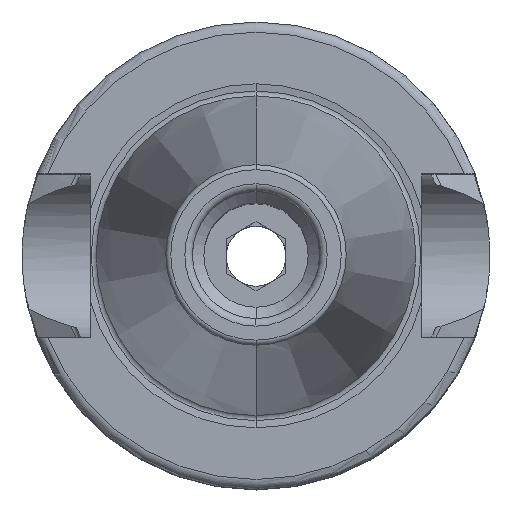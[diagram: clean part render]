
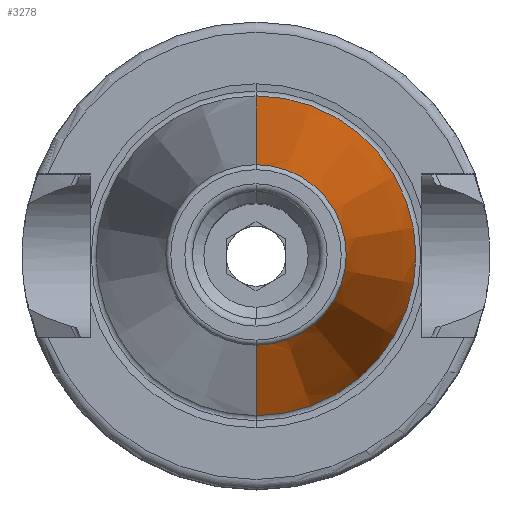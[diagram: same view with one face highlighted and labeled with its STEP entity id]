
A CAD part, top view. The second image highlights one B-rep face of the part: STEP entity #3278.
In plain terms, the highlighted conical face has half-angle 8.297 degrees and reference radius 12.304 mm.
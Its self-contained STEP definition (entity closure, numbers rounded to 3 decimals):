
#1226=CARTESIAN_POINT('',(0,0,69.972));
#1227=DIRECTION('',(0,0,1));
#1228=DIRECTION('',(0,-1,0));
#1229=AXIS2_PLACEMENT_3D('',#1226,#1227,#1228);
#1231=CARTESIAN_POINT('',(0,0,23));
#1232=DIRECTION('',(0,0,-1));
#1233=DIRECTION('',(0,1,0));
#1234=AXIS2_PLACEMENT_3D('',#1231,#1232,#1233);
#1375=DIRECTION('',(0.,0.144,0.99));
#1376=VECTOR('',#1375,47.469);
#1377=CARTESIAN_POINT('',(0,-15.729,23));
#1378=LINE('',#1377,#1376);
#1384=DIRECTION('',(0.,-0.144,0.99));
#1385=VECTOR('',#1384,47.469);
#1386=CARTESIAN_POINT('',(0,15.729,23));
#1387=LINE('',#1386,#1385);
#1502=CARTESIAN_POINT('',(0,15.729,23));
#1504=VERTEX_POINT('',#1502);
#1518=CARTESIAN_POINT('',(0,-15.729,23));
#1520=VERTEX_POINT('',#1518);
#1545=CARTESIAN_POINT('',(0,8.879,69.972));
#1546=CARTESIAN_POINT('',(0,-8.879,69.972));
#1547=VERTEX_POINT('',#1545);
#1548=VERTEX_POINT('',#1546);
#3264=CARTESIAN_POINT('',(0,0,46.486));
#3265=DIRECTION('',(0,0,-1));
#3266=DIRECTION('',(0,-1,0));
#3267=AXIS2_PLACEMENT_3D('',#3264,#3265,#3266);
#3268=CONICAL_SURFACE('',#3267,12.304,8.297);
#3270=ORIENTED_EDGE('',*,*,#3269,.T.);
#3272=ORIENTED_EDGE('',*,*,#3271,.F.);
#3273=ORIENTED_EDGE('',*,*,#3259,.T.);
#3275=ORIENTED_EDGE('',*,*,#3274,.T.);
#3276=EDGE_LOOP('',(#3270,#3272,#3273,#3275));
#3277=FACE_OUTER_BOUND('',#3276,.F.);
#3278=ADVANCED_FACE('',(#3277),#3268,.T.);
#1230=CIRCLE('',#1229,8.879);
#1235=CIRCLE('',#1234,15.729);
#3259=EDGE_CURVE('',#1504,#1520,#1235,.T.);
#3269=EDGE_CURVE('',#1548,#1547,#1230,.T.);
#3271=EDGE_CURVE('',#1504,#1547,#1387,.T.);
#3274=EDGE_CURVE('',#1520,#1548,#1378,.T.);
